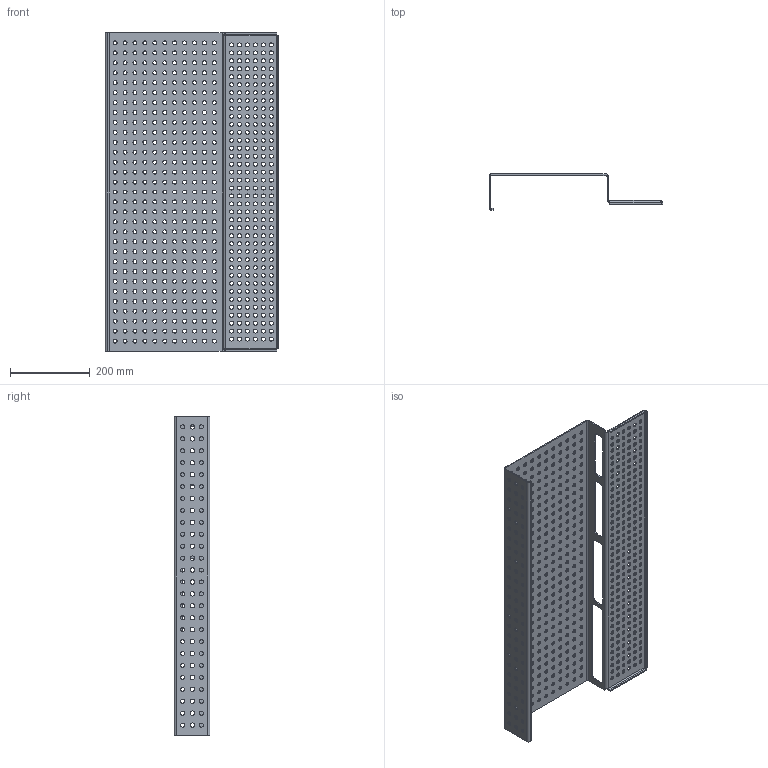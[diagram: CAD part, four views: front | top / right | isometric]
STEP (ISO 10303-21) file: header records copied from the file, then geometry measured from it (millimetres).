
FILE_DESCRIPTION(/* description */ (''),/* implementation_level */ '2;1');
FILE_NAME(/* name */ 'Sheet Metal Pedalboard.stp',/* time_stamp */ '2021-10-23T12:23:38+01:00',/* author */ ('dech3'),/* organization */ (''),/* preprocessor_version */ 'ST-DEVELOPER v18.1',/* originating_system */ 'Autodesk Inventor 2022',/* authorisation */ '');
FILE_SCHEMA (('AUTOMOTIVE_DESIGN { 1 0 10303 214 3 1 1 }'));
Length unit declared in the file: millimetre
Products named in the file (1): Sheet Metal Pedalboard
Bounding box: 437 x 90 x 800 mm (x, y, z)
Volume: 1205752.7 mm3; surface area: 878448.5 mm2
Topology: 1 solids, 1 shells, 747 faces, 2179 edges, 1434 vertices
Faces by surface type: cylinder 677, plane 70
Full cylindrical faces by diameter (mm): 10 x621, 11 x26
Entity records: 28104 total; most frequent: DIRECTION 5029, CARTESIAN_POINT 4361, ORIENTED_EDGE 4358, EDGE_CURVE 2179, AXIS2_PLACEMENT_3D 2102, EDGE_LOOP 2049, VERTEX_POINT 1434, CIRCLE 1354
